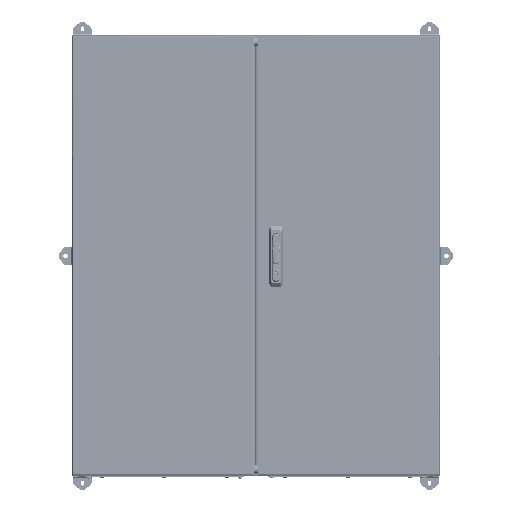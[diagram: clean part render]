
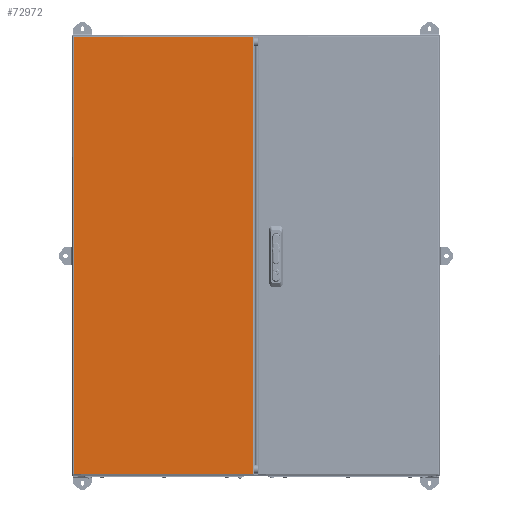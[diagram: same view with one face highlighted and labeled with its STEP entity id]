
A CAD part, top view. The second image highlights one B-rep face of the part: STEP entity #72972.
In plain terms, the highlighted planar face has unit normal (0, 0, 1).
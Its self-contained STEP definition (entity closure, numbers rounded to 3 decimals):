
#403 = DIRECTION ( 'NONE',  ( 0., 1., 0. ) ) ;
#2804 = EDGE_CURVE ( 'NONE', #49323, #22609, #47466, .T. ) ;
#3656 = CARTESIAN_POINT ( 'NONE',  ( -244.5, -594.5, 0. ) ) ;
#19017 = CARTESIAN_POINT ( 'NONE',  ( 245.293, 594.5, 0. ) ) ;
#20261 = VERTEX_POINT ( 'NONE', #3656 ) ;
#22460 = LINE ( 'NONE', #35711, #55920 ) ;
#22609 = VERTEX_POINT ( 'NONE', #23057 ) ;
#23057 = CARTESIAN_POINT ( 'NONE',  ( -244.5, 594.5, 0. ) ) ;
#23980 = DIRECTION ( 'NONE',  ( 0., 0., 1. ) ) ;
#27795 = ORIENTED_EDGE ( 'NONE', *, *, #56077, .T. ) ;
#30365 = EDGE_LOOP ( 'NONE', ( #91126, #46281, #112114, #27795 ) ) ;
#31896 = VECTOR ( 'NONE', #403, 1000. ) ;
#34112 = DIRECTION ( 'NONE',  ( 1., 0., 0. ) ) ;
#35711 = CARTESIAN_POINT ( 'NONE',  ( -245.293, -594.5, 0. ) ) ;
#37992 = EDGE_CURVE ( 'NONE', #22609, #20261, #86584, .T. ) ;
#39501 = CARTESIAN_POINT ( 'NONE',  ( 244.5, 594.5, 0. ) ) ;
#46281 = ORIENTED_EDGE ( 'NONE', *, *, #37992, .T. ) ;
#47466 = LINE ( 'NONE', #19017, #54099 ) ;
#48757 = VECTOR ( 'NONE', #94853, 1000. ) ;
#49323 = VERTEX_POINT ( 'NONE', #39501 ) ;
#54099 = VECTOR ( 'NONE', #96212, 1000. ) ;
#55882 = CARTESIAN_POINT ( 'NONE',  ( 244.5, -594.5, 0. ) ) ;
#55920 = VECTOR ( 'NONE', #85089, 1000. ) ;
#56077 = EDGE_CURVE ( 'NONE', #58898, #49323, #58011, .T. ) ;
#58011 = LINE ( 'NONE', #96597, #31896 ) ;
#58898 = VERTEX_POINT ( 'NONE', #55882 ) ;
#61371 = FACE_OUTER_BOUND ( 'NONE', #30365, .T. ) ;
#72972 = ADVANCED_FACE ( 'NONE', ( #61371 ), #118928, .T. ) ;
#73856 = AXIS2_PLACEMENT_3D ( 'NONE', #110705, #23980, #34112 ) ;
#85089 = DIRECTION ( 'NONE',  ( 1., 0., 0. ) ) ;
#86584 = LINE ( 'NONE', #113869, #48757 ) ;
#91126 = ORIENTED_EDGE ( 'NONE', *, *, #2804, .T. ) ;
#94853 = DIRECTION ( 'NONE',  ( 0., -1., 0. ) ) ;
#96212 = DIRECTION ( 'NONE',  ( -1., 0., 0. ) ) ;
#96597 = CARTESIAN_POINT ( 'NONE',  ( 244.5, -595.293, 0. ) ) ;
#99388 = EDGE_CURVE ( 'NONE', #20261, #58898, #22460, .T. ) ;
#110705 = CARTESIAN_POINT ( 'NONE',  ( 0., 0., 0. ) ) ;
#112114 = ORIENTED_EDGE ( 'NONE', *, *, #99388, .T. ) ;
#113869 = CARTESIAN_POINT ( 'NONE',  ( -244.5, 595.293, 0. ) ) ;
#118928 = PLANE ( 'NONE',  #73856 ) ;
